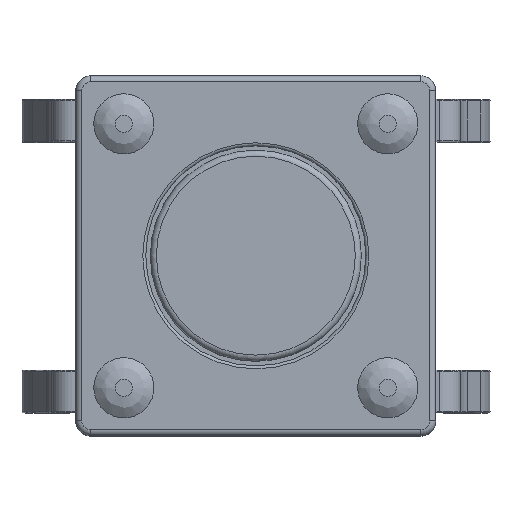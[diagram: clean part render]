
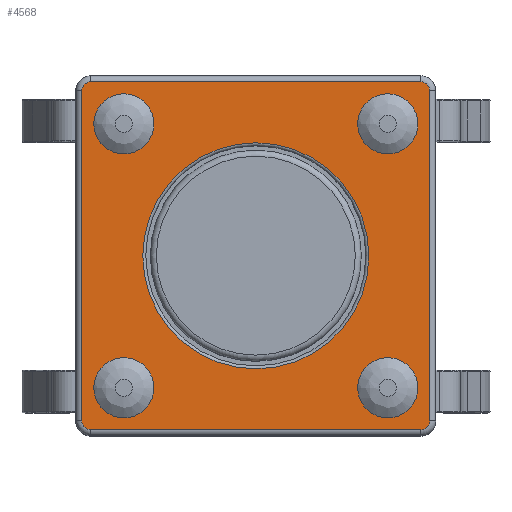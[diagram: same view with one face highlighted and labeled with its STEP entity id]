
A CAD part, top view. The second image highlights one B-rep face of the part: STEP entity #4568.
In plain terms, the highlighted planar face has unit normal (0, 0, 1).
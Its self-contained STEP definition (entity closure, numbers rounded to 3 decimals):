
#236=FACE_BOUND('',#1199,.T.);
#237=FACE_BOUND('',#1200,.T.);
#238=FACE_BOUND('',#1201,.T.);
#239=FACE_BOUND('',#1202,.T.);
#240=FACE_BOUND('',#1203,.T.);
#247=LINE('',#6990,#541);
#248=LINE('',#6994,#542);
#249=LINE('',#6998,#543);
#250=LINE('',#7002,#544);
#541=VECTOR('',#5492,10.);
#542=VECTOR('',#5495,10.);
#543=VECTOR('',#5498,10.);
#544=VECTOR('',#5501,10.);
#835=PLANE('',#4882);
#901=FACE_OUTER_BOUND('',#1198,.T.);
#1198=EDGE_LOOP('',(#2868,#2869,#2870,#2871,#2872,#2873,#2874,#2875));
#1199=EDGE_LOOP('',(#2876));
#1200=EDGE_LOOP('',(#2877));
#1201=EDGE_LOOP('',(#2878));
#1202=EDGE_LOOP('',(#2879));
#1203=EDGE_LOOP('',(#2880));
#1505=CIRCLE('',#4879,1.88);
#1508=CIRCLE('',#4883,0.149);
#1509=CIRCLE('',#4884,0.149);
#1510=CIRCLE('',#4885,0.149);
#1511=CIRCLE('',#4886,0.149);
#1512=CIRCLE('',#4887,0.5);
#1513=CIRCLE('',#4888,0.5);
#1514=CIRCLE('',#4889,0.5);
#1515=CIRCLE('',#4890,0.5);
#1814=VERTEX_POINT('',#6982);
#1816=VERTEX_POINT('',#6988);
#1817=VERTEX_POINT('',#6989);
#1818=VERTEX_POINT('',#6991);
#1819=VERTEX_POINT('',#6993);
#1820=VERTEX_POINT('',#6995);
#1821=VERTEX_POINT('',#6997);
#1822=VERTEX_POINT('',#6999);
#1823=VERTEX_POINT('',#7001);
#1824=VERTEX_POINT('',#7004);
#1825=VERTEX_POINT('',#7006);
#1826=VERTEX_POINT('',#7008);
#1827=VERTEX_POINT('',#7010);
#2197=EDGE_CURVE('',#1814,#1814,#1505,.T.);
#2200=EDGE_CURVE('',#1816,#1817,#247,.T.);
#2201=EDGE_CURVE('',#1818,#1816,#1508,.T.);
#2202=EDGE_CURVE('',#1819,#1818,#248,.T.);
#2203=EDGE_CURVE('',#1820,#1819,#1509,.T.);
#2204=EDGE_CURVE('',#1821,#1820,#249,.T.);
#2205=EDGE_CURVE('',#1822,#1821,#1510,.T.);
#2206=EDGE_CURVE('',#1823,#1822,#250,.T.);
#2207=EDGE_CURVE('',#1817,#1823,#1511,.T.);
#2208=EDGE_CURVE('',#1824,#1824,#1512,.T.);
#2209=EDGE_CURVE('',#1825,#1825,#1513,.T.);
#2210=EDGE_CURVE('',#1826,#1826,#1514,.T.);
#2211=EDGE_CURVE('',#1827,#1827,#1515,.T.);
#2868=ORIENTED_EDGE('',*,*,#2200,.F.);
#2869=ORIENTED_EDGE('',*,*,#2201,.F.);
#2870=ORIENTED_EDGE('',*,*,#2202,.F.);
#2871=ORIENTED_EDGE('',*,*,#2203,.F.);
#2872=ORIENTED_EDGE('',*,*,#2204,.F.);
#2873=ORIENTED_EDGE('',*,*,#2205,.F.);
#2874=ORIENTED_EDGE('',*,*,#2206,.F.);
#2875=ORIENTED_EDGE('',*,*,#2207,.F.);
#2876=ORIENTED_EDGE('',*,*,#2208,.T.);
#2877=ORIENTED_EDGE('',*,*,#2209,.T.);
#2878=ORIENTED_EDGE('',*,*,#2210,.T.);
#2879=ORIENTED_EDGE('',*,*,#2211,.T.);
#2880=ORIENTED_EDGE('',*,*,#2197,.F.);
#4568=ADVANCED_FACE('',(#901,#236,#237,#238,#239,#240),#835,.T.);
#4879=AXIS2_PLACEMENT_3D('',#6983,#5484,#5485);
#4882=AXIS2_PLACEMENT_3D('',#6987,#5490,#5491);
#4883=AXIS2_PLACEMENT_3D('',#6992,#5493,#5494);
#4884=AXIS2_PLACEMENT_3D('',#6996,#5496,#5497);
#4885=AXIS2_PLACEMENT_3D('',#7000,#5499,#5500);
#4886=AXIS2_PLACEMENT_3D('',#7003,#5502,#5503);
#4887=AXIS2_PLACEMENT_3D('',#7005,#5504,#5505);
#4888=AXIS2_PLACEMENT_3D('',#7007,#5506,#5507);
#4889=AXIS2_PLACEMENT_3D('',#7009,#5508,#5509);
#4890=AXIS2_PLACEMENT_3D('',#7011,#5510,#5511);
#5484=DIRECTION('center_axis',(0.,0.,1.));
#5485=DIRECTION('ref_axis',(-1.,0.,0.));
#5490=DIRECTION('center_axis',(0.,0.,1.));
#5491=DIRECTION('ref_axis',(-1.,0.,0.));
#5492=DIRECTION('',(0.,-1.,0.));
#5493=DIRECTION('center_axis',(0.,0.,-1.));
#5494=DIRECTION('ref_axis',(0.707,0.707,0.));
#5495=DIRECTION('',(1.,0.,0.));
#5496=DIRECTION('center_axis',(0.,0.,-1.));
#5497=DIRECTION('ref_axis',(-0.707,0.707,0.));
#5498=DIRECTION('',(0.,1.,0.));
#5499=DIRECTION('center_axis',(0.,0.,-1.));
#5500=DIRECTION('ref_axis',(-0.707,-0.707,0.));
#5501=DIRECTION('',(-1.,0.,0.));
#5502=DIRECTION('center_axis',(0.,0.,-1.));
#5503=DIRECTION('ref_axis',(0.707,-0.707,0.));
#5504=DIRECTION('center_axis',(0.,0.,-1.));
#5505=DIRECTION('ref_axis',(-1.,0.,0.));
#5506=DIRECTION('center_axis',(0.,0.,-1.));
#5507=DIRECTION('ref_axis',(-1.,0.,0.));
#5508=DIRECTION('center_axis',(0.,0.,-1.));
#5509=DIRECTION('ref_axis',(-1.,0.,0.));
#5510=DIRECTION('center_axis',(0.,0.,-1.));
#5511=DIRECTION('ref_axis',(-1.,0.,0.));
#6982=CARTESIAN_POINT('',(5.125,-2.25,7.07));
#6983=CARTESIAN_POINT('Origin',(3.245,-2.25,7.07));
#6987=CARTESIAN_POINT('Origin',(3.245,-2.25,7.07));
#6988=CARTESIAN_POINT('',(6.139,0.495,7.07));
#6989=CARTESIAN_POINT('',(6.139,-4.995,7.07));
#6990=CARTESIAN_POINT('',(6.139,-3.623,7.07));
#6991=CARTESIAN_POINT('',(5.99,0.644,7.07));
#6992=CARTESIAN_POINT('Origin',(5.99,0.495,7.07));
#6993=CARTESIAN_POINT('',(0.5,0.644,7.07));
#6994=CARTESIAN_POINT('',(4.617,0.644,7.07));
#6995=CARTESIAN_POINT('',(0.351,0.495,7.07));
#6996=CARTESIAN_POINT('Origin',(0.5,0.495,7.07));
#6997=CARTESIAN_POINT('',(0.351,-4.995,7.07));
#6998=CARTESIAN_POINT('',(0.351,-0.878,7.07));
#6999=CARTESIAN_POINT('',(0.5,-5.144,7.07));
#7000=CARTESIAN_POINT('Origin',(0.5,-4.995,7.07));
#7001=CARTESIAN_POINT('',(5.99,-5.144,7.07));
#7002=CARTESIAN_POINT('',(1.872,-5.144,7.07));
#7003=CARTESIAN_POINT('Origin',(5.99,-4.995,7.07));
#7004=CARTESIAN_POINT('',(4.94,-0.055,7.07));
#7005=CARTESIAN_POINT('Origin',(5.44,-0.055,7.07));
#7006=CARTESIAN_POINT('',(0.55,-0.055,7.07));
#7007=CARTESIAN_POINT('Origin',(1.05,-0.055,7.07));
#7008=CARTESIAN_POINT('',(4.94,-4.445,7.07));
#7009=CARTESIAN_POINT('Origin',(5.44,-4.445,7.07));
#7010=CARTESIAN_POINT('',(0.55,-4.445,7.07));
#7011=CARTESIAN_POINT('Origin',(1.05,-4.445,7.07));
